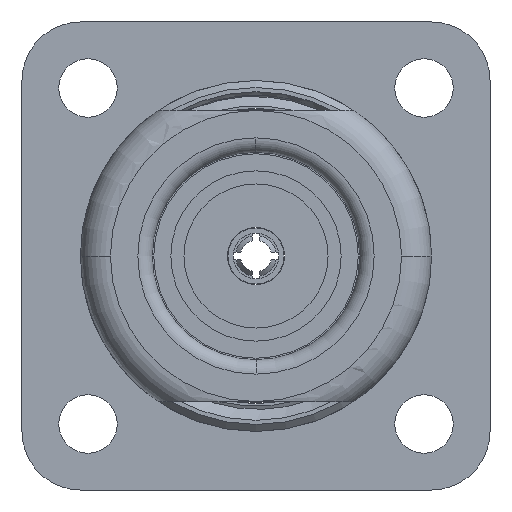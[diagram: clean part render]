
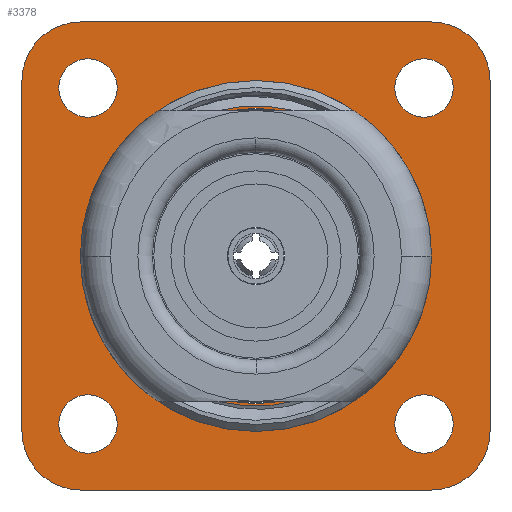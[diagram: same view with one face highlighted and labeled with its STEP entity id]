
A CAD part, left-side view. The second image highlights one B-rep face of the part: STEP entity #3378.
In plain terms, the highlighted planar face has unit normal (-1, 0, 0).
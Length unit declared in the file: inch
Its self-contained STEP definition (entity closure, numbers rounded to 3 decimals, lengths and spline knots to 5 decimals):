
#3017=CARTESIAN_POINT('',(0.663,0.,0.));
#3018=DIRECTION('',(-1.,0.,0.));
#3019=DIRECTION('',(0.,0.,1.));
#3020=AXIS2_PLACEMENT_3D('',#3017,#3018,#3019);
#3022=CARTESIAN_POINT('',(0.663,0.,0.));
#3023=DIRECTION('',(-1.,0.,0.));
#3024=DIRECTION('',(0.,0.,-1.));
#3025=AXIS2_PLACEMENT_3D('',#3022,#3023,#3024);
#3027=CARTESIAN_POINT('',(0.663,0.359,0.359));
#3028=DIRECTION('',(1.,0.,0.));
#3029=DIRECTION('',(0.,0.,-1.));
#3030=AXIS2_PLACEMENT_3D('',#3027,#3028,#3029);
#3032=CARTESIAN_POINT('',(0.663,0.359,0.359));
#3033=DIRECTION('',(1.,0.,0.));
#3034=DIRECTION('',(0.,0.,1.));
#3035=AXIS2_PLACEMENT_3D('',#3032,#3033,#3034);
#3037=CARTESIAN_POINT('',(0.663,0.359,-0.359));
#3038=DIRECTION('',(1.,0.,0.));
#3039=DIRECTION('',(0.,0.,-1.));
#3040=AXIS2_PLACEMENT_3D('',#3037,#3038,#3039);
#3042=CARTESIAN_POINT('',(0.663,0.359,-0.359));
#3043=DIRECTION('',(1.,0.,0.));
#3044=DIRECTION('',(0.,0.,1.));
#3045=AXIS2_PLACEMENT_3D('',#3042,#3043,#3044);
#3047=CARTESIAN_POINT('',(0.663,-0.359,-0.359));
#3048=DIRECTION('',(1.,0.,0.));
#3049=DIRECTION('',(0.,0.,-1.));
#3050=AXIS2_PLACEMENT_3D('',#3047,#3048,#3049);
#3052=CARTESIAN_POINT('',(0.663,-0.359,-0.359));
#3053=DIRECTION('',(1.,0.,0.));
#3054=DIRECTION('',(0.,0.,1.));
#3055=AXIS2_PLACEMENT_3D('',#3052,#3053,#3054);
#3057=CARTESIAN_POINT('',(0.663,-0.359,0.359));
#3058=DIRECTION('',(1.,0.,0.));
#3059=DIRECTION('',(0.,0.,-1.));
#3060=AXIS2_PLACEMENT_3D('',#3057,#3058,#3059);
#3062=CARTESIAN_POINT('',(0.663,-0.359,0.359));
#3063=DIRECTION('',(1.,0.,0.));
#3064=DIRECTION('',(0.,0.,1.));
#3065=AXIS2_PLACEMENT_3D('',#3062,#3063,#3064);
#3067=DIRECTION('',(0.,1.,0.));
#3068=VECTOR('',#3067,0.75);
#3069=CARTESIAN_POINT('',(0.663,-0.375,-0.5));
#3070=LINE('',#3069,#3068);
#3071=DIRECTION('',(0.,0.,1.));
#3072=VECTOR('',#3071,0.75);
#3073=CARTESIAN_POINT('',(0.663,0.5,-0.375));
#3074=LINE('',#3073,#3072);
#3075=DIRECTION('',(0.,-1.,0.));
#3076=VECTOR('',#3075,0.75);
#3077=CARTESIAN_POINT('',(0.663,0.375,0.5));
#3078=LINE('',#3077,#3076);
#3079=DIRECTION('',(0.,0.,-1.));
#3080=VECTOR('',#3079,0.75);
#3081=CARTESIAN_POINT('',(0.663,-0.5,0.375));
#3082=LINE('',#3081,#3080);
#3194=CARTESIAN_POINT('',(0.663,-0.375,-0.375));
#3195=DIRECTION('',(-1.,0.,0.));
#3196=DIRECTION('',(0.,0.,-1.));
#3197=AXIS2_PLACEMENT_3D('',#3194,#3195,#3196);
#3212=CARTESIAN_POINT('',(0.663,-0.375,0.375));
#3213=DIRECTION('',(-1.,0.,0.));
#3214=DIRECTION('',(0.,-1.,0.));
#3215=AXIS2_PLACEMENT_3D('',#3212,#3213,#3214);
#3230=CARTESIAN_POINT('',(0.663,0.375,0.375));
#3231=DIRECTION('',(-1.,0.,0.));
#3232=DIRECTION('',(0.,0.,1.));
#3233=AXIS2_PLACEMENT_3D('',#3230,#3231,#3232);
#3239=CARTESIAN_POINT('',(0.663,0.375,-0.375));
#3240=DIRECTION('',(-1.,0.,0.));
#3241=DIRECTION('',(0.,1.,0.));
#3242=AXIS2_PLACEMENT_3D('',#3239,#3240,#3241);
#3253=CARTESIAN_POINT('',(0.663,0.,-0.3155));
#3254=CARTESIAN_POINT('',(0.663,0.,0.3155));
#3255=VERTEX_POINT('',#3253);
#3256=VERTEX_POINT('',#3254);
#3261=CARTESIAN_POINT('',(0.663,0.359,0.2965));
#3262=CARTESIAN_POINT('',(0.663,0.359,0.4215));
#3263=VERTEX_POINT('',#3261);
#3264=VERTEX_POINT('',#3262);
#3265=CARTESIAN_POINT('',(0.663,0.359,-0.4215));
#3266=CARTESIAN_POINT('',(0.663,0.359,-0.2965));
#3267=VERTEX_POINT('',#3265);
#3268=VERTEX_POINT('',#3266);
#3269=CARTESIAN_POINT('',(0.663,-0.359,-0.4215));
#3270=CARTESIAN_POINT('',(0.663,-0.359,-0.2965));
#3271=VERTEX_POINT('',#3269);
#3272=VERTEX_POINT('',#3270);
#3273=CARTESIAN_POINT('',(0.663,-0.359,0.2965));
#3274=CARTESIAN_POINT('',(0.663,-0.359,0.4215));
#3275=VERTEX_POINT('',#3273);
#3276=VERTEX_POINT('',#3274);
#3294=CARTESIAN_POINT('',(0.663,0.5,-0.375));
#3296=VERTEX_POINT('',#3294);
#3297=CARTESIAN_POINT('',(0.663,0.375,-0.5));
#3298=VERTEX_POINT('',#3297);
#3301=CARTESIAN_POINT('',(0.663,0.5,0.375));
#3303=VERTEX_POINT('',#3301);
#3307=CARTESIAN_POINT('',(0.663,0.375,0.5));
#3308=VERTEX_POINT('',#3307);
#3309=CARTESIAN_POINT('',(0.663,-0.375,0.5));
#3311=VERTEX_POINT('',#3309);
#3315=CARTESIAN_POINT('',(0.663,-0.5,0.375));
#3316=VERTEX_POINT('',#3315);
#3317=CARTESIAN_POINT('',(0.663,-0.5,-0.375));
#3319=VERTEX_POINT('',#3317);
#3323=CARTESIAN_POINT('',(0.663,-0.375,-0.5));
#3324=VERTEX_POINT('',#3323);
#3325=CARTESIAN_POINT('',(0.663,0.,0.));
#3326=DIRECTION('',(1.,0.,0.));
#3327=DIRECTION('',(0.,0.,-1.));
#3328=AXIS2_PLACEMENT_3D('',#3325,#3326,#3327);
#3329=PLANE('',#3328);
#3331=ORIENTED_EDGE('',*,*,#3330,.F.);
#3333=ORIENTED_EDGE('',*,*,#3332,.T.);
#3335=ORIENTED_EDGE('',*,*,#3334,.F.);
#3337=ORIENTED_EDGE('',*,*,#3336,.T.);
#3339=ORIENTED_EDGE('',*,*,#3338,.F.);
#3341=ORIENTED_EDGE('',*,*,#3340,.T.);
#3343=ORIENTED_EDGE('',*,*,#3342,.F.);
#3345=ORIENTED_EDGE('',*,*,#3344,.T.);
#3346=EDGE_LOOP('',(#3331,#3333,#3335,#3337,#3339,#3341,#3343,#3345));
#3347=FACE_OUTER_BOUND('',#3346,.F.);
#3349=ORIENTED_EDGE('',*,*,#3348,.T.);
#3351=ORIENTED_EDGE('',*,*,#3350,.T.);
#3352=EDGE_LOOP('',(#3349,#3351));
#3353=FACE_BOUND('',#3352,.F.);
#3355=ORIENTED_EDGE('',*,*,#3354,.F.);
#3357=ORIENTED_EDGE('',*,*,#3356,.F.);
#3358=EDGE_LOOP('',(#3355,#3357));
#3359=FACE_BOUND('',#3358,.F.);
#3361=ORIENTED_EDGE('',*,*,#3360,.F.);
#3363=ORIENTED_EDGE('',*,*,#3362,.F.);
#3364=EDGE_LOOP('',(#3361,#3363));
#3365=FACE_BOUND('',#3364,.F.);
#3367=ORIENTED_EDGE('',*,*,#3366,.F.);
#3369=ORIENTED_EDGE('',*,*,#3368,.F.);
#3370=EDGE_LOOP('',(#3367,#3369));
#3371=FACE_BOUND('',#3370,.F.);
#3373=ORIENTED_EDGE('',*,*,#3372,.F.);
#3375=ORIENTED_EDGE('',*,*,#3374,.F.);
#3376=EDGE_LOOP('',(#3373,#3375));
#3377=FACE_BOUND('',#3376,.F.);
#3378=ADVANCED_FACE('',(#3347,#3353,#3359,#3365,#3371,#3377),#3329,.F.);
#3021=CIRCLE('',#3020,0.3155);
#3026=CIRCLE('',#3025,0.3155);
#3031=CIRCLE('',#3030,0.0625);
#3036=CIRCLE('',#3035,0.0625);
#3041=CIRCLE('',#3040,0.0625);
#3046=CIRCLE('',#3045,0.0625);
#3051=CIRCLE('',#3050,0.0625);
#3056=CIRCLE('',#3055,0.0625);
#3061=CIRCLE('',#3060,0.0625);
#3066=CIRCLE('',#3065,0.0625);
#3198=CIRCLE('',#3197,0.125);
#3216=CIRCLE('',#3215,0.125);
#3234=CIRCLE('',#3233,0.125);
#3243=CIRCLE('',#3242,0.125);
#3330=EDGE_CURVE('',#3324,#3319,#3198,.T.);
#3332=EDGE_CURVE('',#3324,#3298,#3070,.T.);
#3334=EDGE_CURVE('',#3296,#3298,#3243,.T.);
#3336=EDGE_CURVE('',#3296,#3303,#3074,.T.);
#3338=EDGE_CURVE('',#3308,#3303,#3234,.T.);
#3340=EDGE_CURVE('',#3308,#3311,#3078,.T.);
#3342=EDGE_CURVE('',#3316,#3311,#3216,.T.);
#3344=EDGE_CURVE('',#3316,#3319,#3082,.T.);
#3348=EDGE_CURVE('',#3256,#3255,#3021,.T.);
#3350=EDGE_CURVE('',#3255,#3256,#3026,.T.);
#3354=EDGE_CURVE('',#3263,#3264,#3031,.T.);
#3356=EDGE_CURVE('',#3264,#3263,#3036,.T.);
#3360=EDGE_CURVE('',#3267,#3268,#3041,.T.);
#3362=EDGE_CURVE('',#3268,#3267,#3046,.T.);
#3366=EDGE_CURVE('',#3271,#3272,#3051,.T.);
#3368=EDGE_CURVE('',#3272,#3271,#3056,.T.);
#3372=EDGE_CURVE('',#3275,#3276,#3061,.T.);
#3374=EDGE_CURVE('',#3276,#3275,#3066,.T.);
